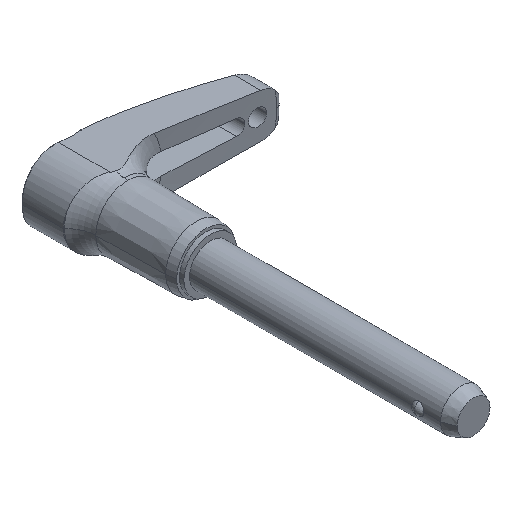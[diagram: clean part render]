
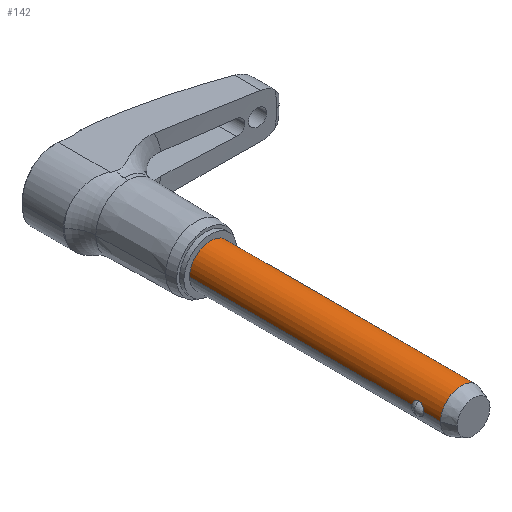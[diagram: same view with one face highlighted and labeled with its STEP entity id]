
A CAD part, isometric view. The second image highlights one B-rep face of the part: STEP entity #142.
In plain terms, the highlighted cylindrical face has radius 4.763 mm (diameter 9.525 mm), a partial arc.
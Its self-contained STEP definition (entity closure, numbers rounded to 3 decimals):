
#142=ADVANCED_FACE('',(#317),#318,.T.);
#317=FACE_OUTER_BOUND('',#526,.T.);
#318=CYLINDRICAL_SURFACE('',#527,4.763);
#526=EDGE_LOOP('',(#880,#881,#882,#883,#884,#885,#886,#887,#888,#889));
#527=AXIS2_PLACEMENT_3D('',#890,#891,#892);
#880=ORIENTED_EDGE('',*,*,#1363,.T.);
#881=ORIENTED_EDGE('',*,*,#1386,.T.);
#882=ORIENTED_EDGE('',*,*,#1379,.T.);
#883=ORIENTED_EDGE('',*,*,#1370,.T.);
#884=ORIENTED_EDGE('',*,*,#1391,.F.);
#885=ORIENTED_EDGE('',*,*,#1368,.T.);
#886=ORIENTED_EDGE('',*,*,#1382,.T.);
#887=ORIENTED_EDGE('',*,*,#1384,.T.);
#888=ORIENTED_EDGE('',*,*,#1365,.T.);
#889=ORIENTED_EDGE('',*,*,#1388,.T.);
#890=CARTESIAN_POINT('',(0.0,-30.036,0.0));
#891=DIRECTION('',(-0.0,1.0,0.0));
#892=DIRECTION('',(1.0,0.0,0.0));
#1363=EDGE_CURVE('',#1671,#1672,#1673,.T.);
#1365=EDGE_CURVE('',#1676,#1674,#1677,.T.);
#1368=EDGE_CURVE('',#1682,#1680,#1683,.T.);
#1370=EDGE_CURVE('',#1686,#1684,#1687,.T.);
#1379=EDGE_CURVE('',#1698,#1686,#1700,.T.);
#1382=EDGE_CURVE('',#1680,#1702,#1704,.T.);
#1384=EDGE_CURVE('',#1702,#1676,#1706,.T.);
#1386=EDGE_CURVE('',#1672,#1698,#1708,.T.);
#1388=EDGE_CURVE('',#1674,#1671,#1710,.T.);
#1391=EDGE_CURVE('',#1682,#1684,#1713,.T.);
#1671=VERTEX_POINT('',#2585);
#1672=VERTEX_POINT('',#2586);
#1673=LINE('',#2587,#2588);
#1674=VERTEX_POINT('',#2589);
#1676=VERTEX_POINT('',#2591);
#1677=LINE('',#2592,#2593);
#1680=VERTEX_POINT('',#2609);
#1682=VERTEX_POINT('',#2624);
#1683=LINE('',#2625,#2626);
#1684=VERTEX_POINT('',#2627);
#1686=VERTEX_POINT('',#2629);
#1687=LINE('',#2630,#2631);
#1698=VERTEX_POINT('',#2670);
#1700=B_SPLINE_CURVE_WITH_KNOTS('',3,(#2672,#2673,#2674,#2675,#2676,#2677,#2678,#2679,#2680,#2681,#2682,#2683,#2684,#2685),.UNSPECIFIED.,.F.,.F.,(4,2,2,2,2,2,4),(4.167,4.628,5.089,5.305,5.522,5.886,6.25),.UNSPECIFIED.);
#1702=VERTEX_POINT('',#2687);
#1704=B_SPLINE_CURVE_WITH_KNOTS('',3,(#2689,#2690,#2691,#2692,#2693,#2694,#2695,#2696,#2697,#2698,#2699,#2700,#2701,#2702),.UNSPECIFIED.,.F.,.F.,(4,2,2,2,2,2,4),(6.25,6.614,6.978,7.194,7.411,7.872,8.333),.UNSPECIFIED.);
#1706=B_SPLINE_CURVE_WITH_KNOTS('',3,(#2704,#2705,#2706,#2707,#2708,#2709,#2710,#2711,#2712,#2713,#2714,#2715,#2716,#2717),.UNSPECIFIED.,.F.,.F.,(4,2,2,2,2,2,4),(0.0,0.461,0.922,1.139,1.355,1.719,2.083),.UNSPECIFIED.);
#1708=B_SPLINE_CURVE_WITH_KNOTS('',3,(#2719,#2720,#2721,#2722,#2723,#2724,#2725,#2726,#2727,#2728,#2729,#2730,#2731,#2732),.UNSPECIFIED.,.F.,.F.,(4,2,2,2,2,2,4),(2.083,2.447,2.811,3.028,3.245,3.706,4.167),.UNSPECIFIED.);
#1710=CIRCLE('',#2734,4.763);
#1713=CIRCLE('',#2737,4.763);
#2585=CARTESIAN_POINT('',(4.763,-57.29,0.0));
#2586=CARTESIAN_POINT('',(4.763,-53.48,0.));
#2587=CARTESIAN_POINT('',(4.763,-30.036,0.));
#2588=VECTOR('',#3365,1.0);
#2589=CARTESIAN_POINT('',(-4.763,-57.29,0.));
#2591=CARTESIAN_POINT('',(-4.763,-53.48,0.));
#2592=CARTESIAN_POINT('',(-4.763,-30.036,0.));
#2593=VECTOR('',#3369,1.0);
#2609=CARTESIAN_POINT('',(-4.763,-50.8,0.));
#2624=CARTESIAN_POINT('',(-4.763,0.0,0.));
#2625=CARTESIAN_POINT('',(-4.763,-30.036,0.));
#2626=VECTOR('',#3370,1.0);
#2627=CARTESIAN_POINT('',(4.763,0.0,0.0));
#2629=CARTESIAN_POINT('',(4.763,-50.8,0.));
#2630=CARTESIAN_POINT('',(4.763,-30.036,0.));
#2631=VECTOR('',#3374,1.0);
#2670=CARTESIAN_POINT('',(4.543,-52.14,1.429));
#2672=CARTESIAN_POINT('',(4.543,-52.14,1.429));
#2673=CARTESIAN_POINT('',(4.543,-51.986,1.429));
#2674=CARTESIAN_POINT('',(4.552,-51.822,1.4));
#2675=CARTESIAN_POINT('',(4.587,-51.519,1.282));
#2676=CARTESIAN_POINT('',(4.612,-51.38,1.192));
#2677=CARTESIAN_POINT('',(4.647,-51.215,1.042));
#2678=CARTESIAN_POINT('',(4.66,-51.161,0.985));
#2679=CARTESIAN_POINT('',(4.684,-51.064,0.863));
#2680=CARTESIAN_POINT('',(4.696,-51.022,0.797));
#2681=CARTESIAN_POINT('',(4.722,-50.929,0.629));
#2682=CARTESIAN_POINT('',(4.737,-50.879,0.507));
#2683=CARTESIAN_POINT('',(4.757,-50.815,0.253));
#2684=CARTESIAN_POINT('',(4.763,-50.8,0.121));
#2685=CARTESIAN_POINT('',(4.763,-50.8,0.));
#2687=CARTESIAN_POINT('',(-4.543,-52.14,1.429));
#2689=CARTESIAN_POINT('',(-4.763,-50.8,0.));
#2690=CARTESIAN_POINT('',(-4.763,-50.8,0.121));
#2691=CARTESIAN_POINT('',(-4.757,-50.815,0.253));
#2692=CARTESIAN_POINT('',(-4.737,-50.879,0.507));
#2693=CARTESIAN_POINT('',(-4.722,-50.929,0.629));
#2694=CARTESIAN_POINT('',(-4.696,-51.022,0.797));
#2695=CARTESIAN_POINT('',(-4.684,-51.064,0.863));
#2696=CARTESIAN_POINT('',(-4.66,-51.161,0.985));
#2697=CARTESIAN_POINT('',(-4.647,-51.215,1.042));
#2698=CARTESIAN_POINT('',(-4.612,-51.38,1.192));
#2699=CARTESIAN_POINT('',(-4.587,-51.519,1.282));
#2700=CARTESIAN_POINT('',(-4.552,-51.822,1.4));
#2701=CARTESIAN_POINT('',(-4.543,-51.986,1.429));
#2702=CARTESIAN_POINT('',(-4.543,-52.14,1.429));
#2704=CARTESIAN_POINT('',(-4.543,-52.14,1.429));
#2705=CARTESIAN_POINT('',(-4.543,-52.293,1.429));
#2706=CARTESIAN_POINT('',(-4.552,-52.457,1.4));
#2707=CARTESIAN_POINT('',(-4.587,-52.76,1.282));
#2708=CARTESIAN_POINT('',(-4.612,-52.9,1.192));
#2709=CARTESIAN_POINT('',(-4.647,-53.065,1.042));
#2710=CARTESIAN_POINT('',(-4.66,-53.119,0.985));
#2711=CARTESIAN_POINT('',(-4.684,-53.215,0.863));
#2712=CARTESIAN_POINT('',(-4.696,-53.258,0.797));
#2713=CARTESIAN_POINT('',(-4.722,-53.351,0.629));
#2714=CARTESIAN_POINT('',(-4.737,-53.4,0.507));
#2715=CARTESIAN_POINT('',(-4.757,-53.465,0.253));
#2716=CARTESIAN_POINT('',(-4.763,-53.48,0.121));
#2717=CARTESIAN_POINT('',(-4.763,-53.48,0.));
#2719=CARTESIAN_POINT('',(4.763,-53.48,0.0));
#2720=CARTESIAN_POINT('',(4.763,-53.48,0.121));
#2721=CARTESIAN_POINT('',(4.757,-53.465,0.253));
#2722=CARTESIAN_POINT('',(4.737,-53.4,0.507));
#2723=CARTESIAN_POINT('',(4.722,-53.351,0.629));
#2724=CARTESIAN_POINT('',(4.696,-53.258,0.797));
#2725=CARTESIAN_POINT('',(4.684,-53.215,0.863));
#2726=CARTESIAN_POINT('',(4.66,-53.119,0.985));
#2727=CARTESIAN_POINT('',(4.647,-53.065,1.042));
#2728=CARTESIAN_POINT('',(4.612,-52.9,1.192));
#2729=CARTESIAN_POINT('',(4.587,-52.76,1.282));
#2730=CARTESIAN_POINT('',(4.552,-52.457,1.4));
#2731=CARTESIAN_POINT('',(4.543,-52.293,1.429));
#2732=CARTESIAN_POINT('',(4.543,-52.14,1.429));
#2734=AXIS2_PLACEMENT_3D('',#3386,#3387,#3388);
#2737=AXIS2_PLACEMENT_3D('',#3392,#3393,#3394);
#3365=DIRECTION('',(0.0,1.0,0.0));
#3369=DIRECTION('',(-0.0,-1.0,-0.0));
#3370=DIRECTION('',(-0.0,-1.0,-0.0));
#3374=DIRECTION('',(0.0,1.0,0.0));
#3386=CARTESIAN_POINT('',(0.0,-57.29,0.0));
#3387=DIRECTION('',(0.,1.0,0.0));
#3388=DIRECTION('',(1.0,0.,0.0));
#3392=CARTESIAN_POINT('',(0.0,0.0,0.0));
#3393=DIRECTION('',(-0.0,1.0,0.0));
#3394=DIRECTION('',(1.0,0.0,0.0));
